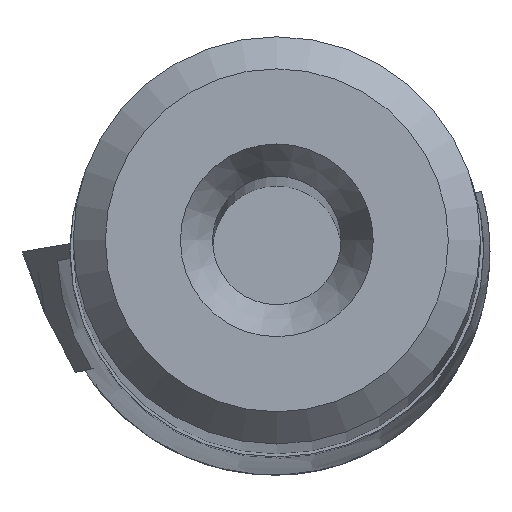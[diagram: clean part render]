
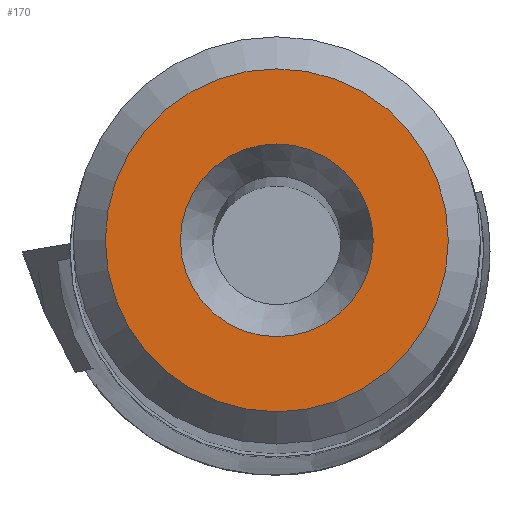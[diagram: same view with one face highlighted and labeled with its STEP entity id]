
A CAD part, top view. The second image highlights one B-rep face of the part: STEP entity #170.
In plain terms, the highlighted planar face has unit normal (0, 0, 1).
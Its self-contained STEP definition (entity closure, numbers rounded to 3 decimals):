
#170=ADVANCED_FACE('',(#325,#326),#199,.T.);
#199=PLANE('',#820);
#325=FACE_BOUND('',#363,.T.);
#326=FACE_BOUND('',#364,.T.);
#363=EDGE_LOOP('',(#469));
#364=EDGE_LOOP('',(#470));
#469=ORIENTED_EDGE('',*,*,#665,.T.);
#470=ORIENTED_EDGE('',*,*,#666,.T.);
#596=VERTEX_POINT('',#1207);
#597=VERTEX_POINT('',#1209);
#665=EDGE_CURVE('',#596,#596,#710,.T.);
#666=EDGE_CURVE('',#597,#597,#711,.T.);
#710=CIRCLE('',#818,2.669);
#711=CIRCLE('',#819,1.5);
#818=AXIS2_PLACEMENT_3D('',#1206,#959,#960);
#819=AXIS2_PLACEMENT_3D('',#1208,#961,#962);
#820=AXIS2_PLACEMENT_3D('',#1210,#963,#964);
#959=DIRECTION('',(0.,0.,1.));
#960=DIRECTION('',(1.,0.,0.));
#961=DIRECTION('',(0.,0.,-1.));
#962=DIRECTION('',(-1.,0.,0.));
#963=DIRECTION('',(0.,0.,1.));
#964=DIRECTION('',(1.,0.,0.));
#1206=CARTESIAN_POINT('',(0.,0.,0.));
#1207=CARTESIAN_POINT('',(2.669,0.,0.));
#1208=CARTESIAN_POINT('',(0.,0.,0.));
#1209=CARTESIAN_POINT('',(-1.5,0.,0.));
#1210=CARTESIAN_POINT('',(0.,0.,0.));
